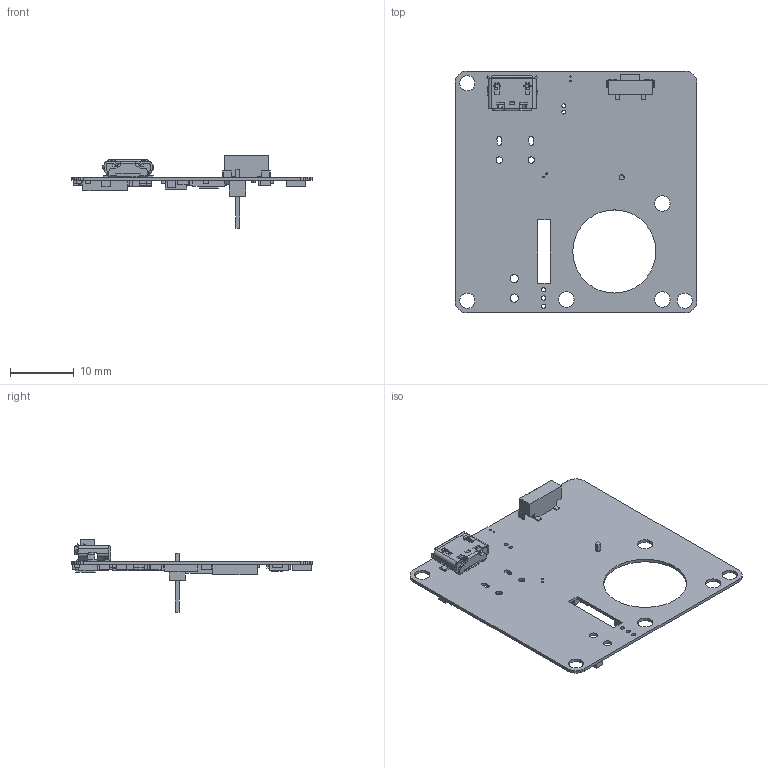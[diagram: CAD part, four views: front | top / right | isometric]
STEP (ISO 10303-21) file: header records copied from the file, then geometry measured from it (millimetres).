
FILE_DESCRIPTION(('Open CASCADE Model'),'2;1');
FILE_NAME('Open CASCADE Shape Model','2015-04-17T14:12:59',('Author'),( 'Open CASCADE'),'Open CASCADE STEP processor 6.2','Open CASCADE 6.2' ,'Unknown');
FILE_SCHEMA(('AUTOMOTIVE_DESIGN { 1 0 10303 214 1 1 1 1 }'));
Length unit declared in the file: millimetre
Products named in the file (124): PCB; Board; S1; butt; U6; 483052672; Extruded; U2; 483052544; BF1; 483055488; C1; 483056640; C2; C3; 483052800; C4; C5; C6; C7; C8; C10; C11; C12; C13; C15; C16; C17; C18; 483056896; 483057024; C19; C20; C21; J3; 483053440; 483053184; 483052928; L1; 483053568 ...
Assembly tree (167 placements, depth 4):
  PCB
    Board
    S1
      butt
    U6
      483052672
        Extruded
    U2
      483052544
        Extruded
    BF1
      483055488
        Extruded
    C1
      483056640
        Extruded
    C2
      483056640
        Extruded
    C3
      483052800
        Extruded
    C4
      483052800
        Extruded
    C5
      483056640
        Extruded
    C6
      483052800
        Extruded
    C7
      483056640
        Extruded
    C8
      483052800
        Extruded
    C10
      483052800
        Extruded
    C11
      483056640
        Extruded
    C12
      483052800
        Extruded
    C13
      483052800
        Extruded
    C15
      483052800
        Extruded
    C16
      483052800
        Extruded
    C17
      483056640
        Extruded
    C18
      483056896
Bounding box: 37.82 x 37.82 x 11.37 mm (x, y, z)
Volume: 944.4 mm3; surface area: 3877.2 mm2
Topology: 73 solids, 73 shells, 949 faces, 2372 edges, 1566 vertices
Faces by surface type: plane 797, cylinder 152
Full cylindrical faces by diameter (mm): 0.2 x2, 0.3 x2, 0.6 x4, 0.65 x3, 0.7 x2, 0.813 x1, 1 x2, 1.27 x2, 2.4 x6, 13 x1
Entity records: 50186 total; most frequent: CARTESIAN_POINT 11272, DIRECTION 6818, LINE 4400, VECTOR 4400, ORIENTED_EDGE 3688, PCURVE 3688, DEFINITIONAL_REPRESENTATION 3688, EDGE_CURVE 1844
